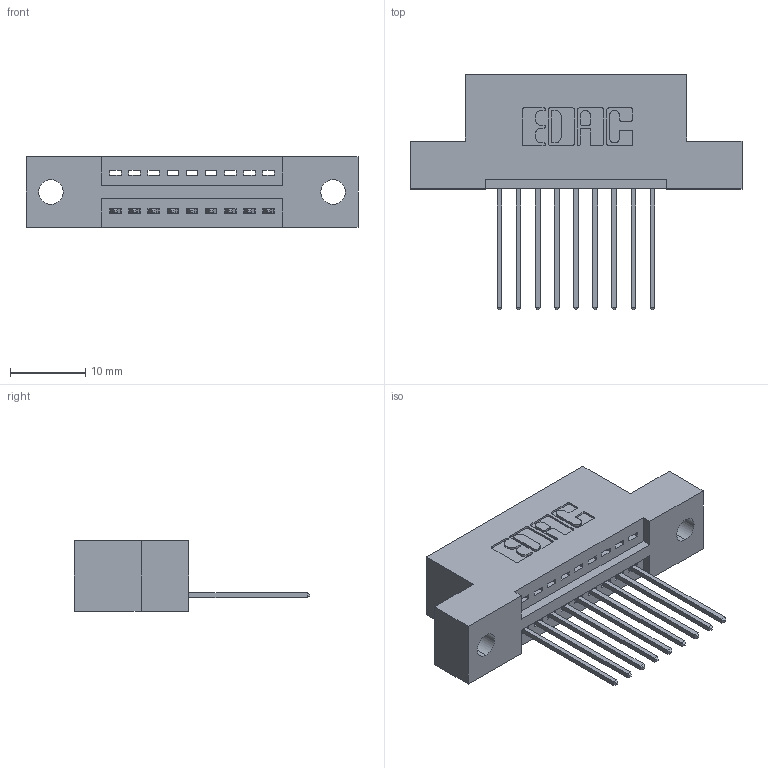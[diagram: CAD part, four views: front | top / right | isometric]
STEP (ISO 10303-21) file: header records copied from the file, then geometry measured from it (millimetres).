
FILE_DESCRIPTION (( 'STEP AP203' ), '1' );
FILE_NAME ('345-009-542-102.STEP', '2018-08-17T06:37:48', ( '' ), ( '' ), 'SwSTEP 2.0', 'SolidWorks 2016', '' );
FILE_SCHEMA (( 'CONFIG_CONTROL_DESIGN' ));
Length unit declared in the file: inch
Products named in the file (3): 345-009-542-102; 345 Part_Flush Mounting Lugs - 0.128 Dia; 345-292-001_345-293-142
Assembly tree (10 placements, depth 2):
  345-009-542-102
    345 Part_Flush Mounting Lugs - 0.128 Dia
    345-292-001_345-293-142  x9
Bounding box: 44.07 x 31.29 x 9.4 mm (x, y, z)
Volume: 3898.7 mm3; surface area: 4587.7 mm2
Topology: 10 solids, 10 shells, 648 faces, 1925 edges, 1270 vertices
Faces by surface type: plane 440, cylinder 208
Entity records: 11237 total; most frequent: CARTESIAN_POINT 1955, ORIENTED_EDGE 1898, DIRECTION 1755, EDGE_CURVE 949, LINE 781, VECTOR 781, VERTEX_POINT 630, AXIS2_PLACEMENT_3D 487
